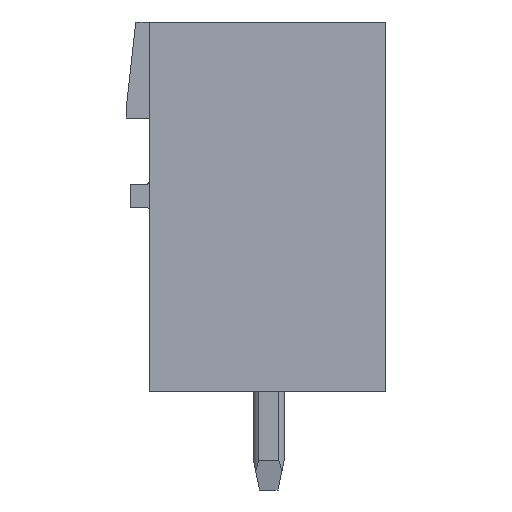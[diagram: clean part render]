
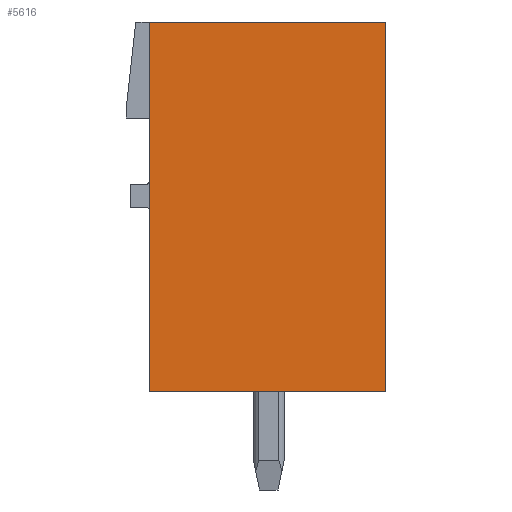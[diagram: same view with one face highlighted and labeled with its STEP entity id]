
A CAD part, left-side view. The second image highlights one B-rep face of the part: STEP entity #5616.
In plain terms, the highlighted planar face has unit normal (-1, 0, 0).
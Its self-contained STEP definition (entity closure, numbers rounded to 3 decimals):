
#5608=AXIS2_PLACEMENT_3D('Plane Axis2P3D',#5605,#5606,#5607) ;
#49=CARTESIAN_POINT('Vertex',(0.,0.,15.2)) ;
#52=CARTESIAN_POINT('Line Origine',(0.,0.,9.2)) ;
#56=CARTESIAN_POINT('Vertex',(0.,0.,3.2)) ;
#115=CARTESIAN_POINT('Vertex',(0.,7.68,15.2)) ;
#118=CARTESIAN_POINT('Line Origine',(0.,3.84,15.2)) ;
#1273=CARTESIAN_POINT('Vertex',(0.,7.68,3.2)) ;
#1276=CARTESIAN_POINT('Line Origine',(0.,7.68,9.2)) ;
#1538=CARTESIAN_POINT('Line Origine',(0.,3.84,3.2)) ;
#5605=CARTESIAN_POINT('Axis2P3D Location',(0.,0.,0.)) ;
#53=DIRECTION('Vector Direction',(0.,0.,-1.)) ;
#119=DIRECTION('Vector Direction',(0.,-1.,0.)) ;
#1277=DIRECTION('Vector Direction',(0.,0.,-1.)) ;
#1539=DIRECTION('Vector Direction',(0.,1.,0.)) ;
#5606=DIRECTION('Axis2P3D Direction',(-1.,0.,0.)) ;
#5607=DIRECTION('Axis2P3D XDirection',(0.,0.,1.)) ;
#54=VECTOR('Line Direction',#53,1.) ;
#120=VECTOR('Line Direction',#119,1.) ;
#1278=VECTOR('Line Direction',#1277,1.) ;
#1540=VECTOR('Line Direction',#1539,1.) ;
#5611=ORIENTED_EDGE('',*,*,#122,.T.) ;
#5612=ORIENTED_EDGE('',*,*,#1280,.T.) ;
#5613=ORIENTED_EDGE('',*,*,#1542,.T.) ;
#5614=ORIENTED_EDGE('',*,*,#58,.T.) ;
#5616=ADVANCED_FACE('HOUSING',(#5615),#5609,.T.) ;
#58=EDGE_CURVE('',#57,#50,#55,.F.) ;
#122=EDGE_CURVE('',#50,#116,#121,.F.) ;
#1280=EDGE_CURVE('',#116,#1274,#1279,.T.) ;
#1542=EDGE_CURVE('',#1274,#57,#1541,.F.) ;
#5610=EDGE_LOOP('',(#5611,#5612,#5613,#5614)) ;
#5615=FACE_OUTER_BOUND('',#5610,.T.) ;
#55=LINE('Line',#52,#54) ;
#121=LINE('Line',#118,#120) ;
#1279=LINE('Line',#1276,#1278) ;
#1541=LINE('Line',#1538,#1540) ;
#5609=PLANE('',#5608) ;
#50=VERTEX_POINT('',#49) ;
#57=VERTEX_POINT('',#56) ;
#116=VERTEX_POINT('',#115) ;
#1274=VERTEX_POINT('',#1273) ;
